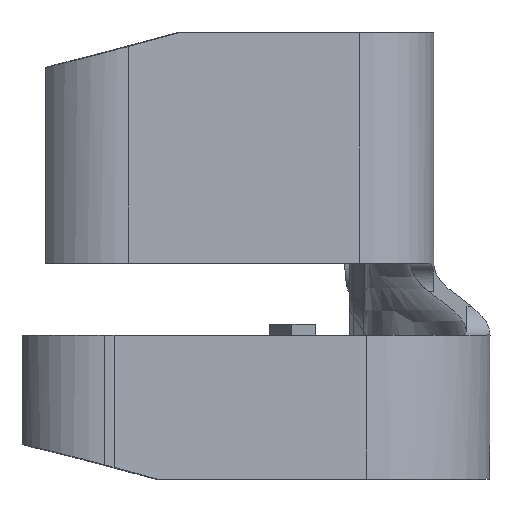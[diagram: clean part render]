
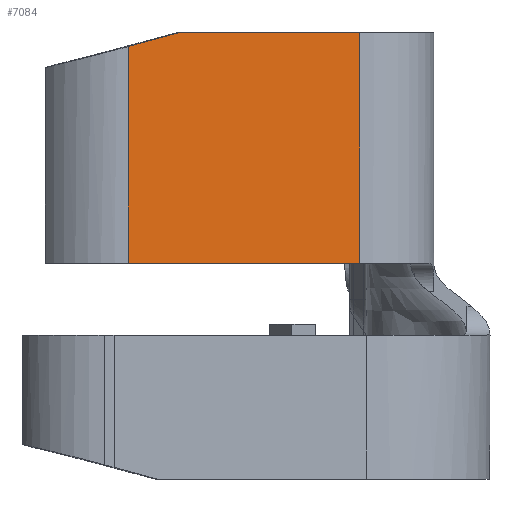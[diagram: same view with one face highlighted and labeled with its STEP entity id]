
A CAD part, left-side view. The second image highlights one B-rep face of the part: STEP entity #7084.
In plain terms, the highlighted planar face has unit normal (-0.994, -0.108, 0).
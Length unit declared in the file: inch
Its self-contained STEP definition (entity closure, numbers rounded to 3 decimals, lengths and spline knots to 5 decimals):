
#39 = VERTEX_POINT ( 'NONE', #1298 ) ;
#54 = CARTESIAN_POINT ( 'NONE',  ( -0.59554, 0.23546, 0.13088 ) ) ;
#183 = EDGE_CURVE ( 'NONE', #12943, #1434, #9407, .T. ) ;
#536 = LINE ( 'NONE', #54, #8454 ) ;
#597 = VECTOR ( 'NONE', #8651, 39.37008 ) ;
#918 = LINE ( 'NONE', #9735, #597 ) ;
#1026 = VECTOR ( 'NONE', #12143, 39.37008 ) ;
#1298 = CARTESIAN_POINT ( 'NONE',  ( -0.58964, 0.18111, 0.14553 ) ) ;
#1434 = VERTEX_POINT ( 'NONE', #10908 ) ;
#1491 = DIRECTION ( 'NONE',  ( 0., 0., 1. ) ) ;
#2101 = ORIENTED_EDGE ( 'NONE', *, *, #6692, .F. ) ;
#2540 = ORIENTED_EDGE ( 'NONE', *, *, #6654, .T. ) ;
#2628 = PLANE ( 'NONE',  #12196 ) ;
#3302 = DIRECTION ( 'NONE',  ( 0.104, -0.96, 0.259 ) ) ;
#3453 = VECTOR ( 'NONE', #9791, 39.37008 ) ;
#3566 = VERTEX_POINT ( 'NONE', #4501 ) ;
#3708 = DIRECTION ( 'NONE',  ( -0.994, -0.108, 0. ) ) ;
#4367 = EDGE_CURVE ( 'NONE', #39, #12447, #536, .T. ) ;
#4501 = CARTESIAN_POINT ( 'NONE',  ( -0.58964, 0.18111, -0.005 ) ) ;
#5479 = FACE_OUTER_BOUND ( 'NONE', #10967, .T. ) ;
#5813 = CARTESIAN_POINT ( 'NONE',  ( -0.57216, 0.02029, -0.005 ) ) ;
#6029 = LINE ( 'NONE', #8692, #3453 ) ;
#6228 = VECTOR ( 'NONE', #1491, 39.37008 ) ;
#6496 = CARTESIAN_POINT ( 'NONE',  ( -0.58582, 0.14599, 0.155 ) ) ;
#6654 = EDGE_CURVE ( 'NONE', #3566, #12943, #918, .T. ) ;
#6692 = EDGE_CURVE ( 'NONE', #12447, #1434, #6029, .T. ) ;
#6796 = LINE ( 'NONE', #11070, #1026 ) ;
#7084 = ADVANCED_FACE ( 'NONE', ( #5479 ), #2628, .T. ) ;
#7299 = CARTESIAN_POINT ( 'NONE',  ( -0.57216, 0.02029, -0.005 ) ) ;
#8454 = VECTOR ( 'NONE', #3302, 39.37008 ) ;
#8651 = DIRECTION ( 'NONE',  ( 0.108, -0.994, 0. ) ) ;
#8692 = CARTESIAN_POINT ( 'NONE',  ( -0.57216, 0.02029, 0.155 ) ) ;
#9047 = ORIENTED_EDGE ( 'NONE', *, *, #12537, .F. ) ;
#9407 = LINE ( 'NONE', #5813, #6228 ) ;
#9735 = CARTESIAN_POINT ( 'NONE',  ( -0.57216, 0.02029, -0.005 ) ) ;
#9791 = DIRECTION ( 'NONE',  ( 0.108, -0.994, 0. ) ) ;
#10389 = ORIENTED_EDGE ( 'NONE', *, *, #4367, .F. ) ;
#10441 = ORIENTED_EDGE ( 'NONE', *, *, #183, .T. ) ;
#10908 = CARTESIAN_POINT ( 'NONE',  ( -0.57216, 0.02029, 0.155 ) ) ;
#10967 = EDGE_LOOP ( 'NONE', ( #10389, #9047, #2540, #10441, #2101 ) ) ;
#11070 = CARTESIAN_POINT ( 'NONE',  ( -0.58964, 0.18111, -0.005 ) ) ;
#11081 = CARTESIAN_POINT ( 'NONE',  ( -0.57216, 0.02029, -0.005 ) ) ;
#11277 = DIRECTION ( 'NONE',  ( 0.108, -0.994, 0. ) ) ;
#12143 = DIRECTION ( 'NONE',  ( 0., 0., 1. ) ) ;
#12196 = AXIS2_PLACEMENT_3D ( 'NONE', #11081, #3708, #11277 ) ;
#12447 = VERTEX_POINT ( 'NONE', #6496 ) ;
#12537 = EDGE_CURVE ( 'NONE', #3566, #39, #6796, .T. ) ;
#12943 = VERTEX_POINT ( 'NONE', #7299 ) ;
